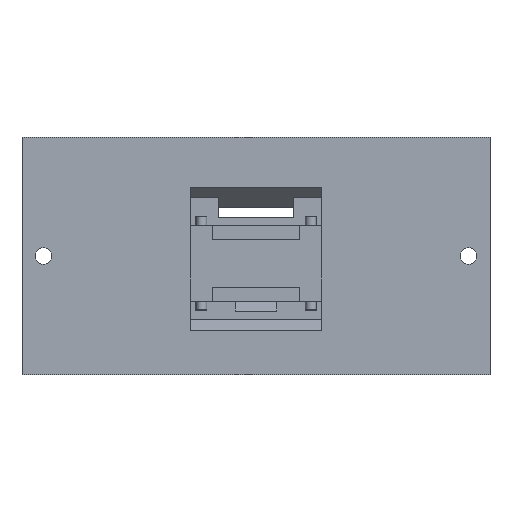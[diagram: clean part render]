
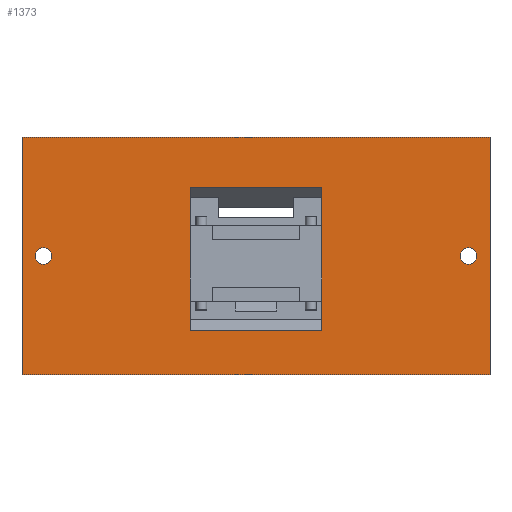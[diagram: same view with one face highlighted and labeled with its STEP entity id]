
A CAD part, top view. The second image highlights one B-rep face of the part: STEP entity #1373.
In plain terms, the highlighted planar face has unit normal (0, 0, 1).
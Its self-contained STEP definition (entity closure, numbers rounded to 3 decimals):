
#23=FACE_BOUND('',#226,.T.);
#24=FACE_BOUND('',#227,.T.);
#25=FACE_BOUND('',#228,.T.);
#71=PLANE('',#1477);
#143=FACE_OUTER_BOUND('',#225,.T.);
#225=EDGE_LOOP('',(#1161,#1162,#1163,#1164));
#226=EDGE_LOOP('',(#1165,#1166,#1167,#1168,#1169,#1170,#1171,#1172));
#227=EDGE_LOOP('',(#1173));
#228=EDGE_LOOP('',(#1174));
#352=LINE('',#2090,#522);
#353=LINE('',#2092,#523);
#356=LINE('',#2098,#526);
#359=LINE('',#2104,#529);
#360=LINE('',#2107,#530);
#374=LINE('',#2131,#544);
#375=LINE('',#2134,#545);
#377=LINE('',#2139,#547);
#378=LINE('',#2141,#548);
#379=LINE('',#2143,#549);
#380=LINE('',#2144,#550);
#381=LINE('',#2145,#551);
#522=VECTOR('',#1708,10.);
#523=VECTOR('',#1711,10.);
#526=VECTOR('',#1716,10.);
#529=VECTOR('',#1721,10.);
#530=VECTOR('',#1724,10.);
#544=VECTOR('',#1744,10.);
#545=VECTOR('',#1747,10.);
#547=VECTOR('',#1751,10.);
#548=VECTOR('',#1752,10.);
#549=VECTOR('',#1753,10.);
#550=VECTOR('',#1754,10.);
#551=VECTOR('',#1755,10.);
#619=CIRCLE('',#1478,1.5);
#620=CIRCLE('',#1479,1.5);
#679=VERTEX_POINT('',#2039);
#681=VERTEX_POINT('',#2043);
#693=VERTEX_POINT('',#2069);
#695=VERTEX_POINT('',#2073);
#701=VERTEX_POINT('',#2096);
#703=VERTEX_POINT('',#2102);
#704=VERTEX_POINT('',#2106);
#712=VERTEX_POINT('',#2133);
#713=VERTEX_POINT('',#2137);
#714=VERTEX_POINT('',#2138);
#715=VERTEX_POINT('',#2140);
#716=VERTEX_POINT('',#2142);
#717=VERTEX_POINT('',#2146);
#718=VERTEX_POINT('',#2148);
#852=EDGE_CURVE('',#681,#695,#352,.T.);
#853=EDGE_CURVE('',#693,#679,#353,.T.);
#856=EDGE_CURVE('',#695,#701,#356,.T.);
#859=EDGE_CURVE('',#679,#703,#359,.T.);
#860=EDGE_CURVE('',#704,#681,#360,.T.);
#874=EDGE_CURVE('',#703,#704,#374,.F.);
#875=EDGE_CURVE('',#712,#693,#375,.T.);
#877=EDGE_CURVE('',#713,#714,#377,.T.);
#878=EDGE_CURVE('',#714,#715,#378,.T.);
#879=EDGE_CURVE('',#715,#716,#379,.T.);
#880=EDGE_CURVE('',#716,#713,#380,.T.);
#881=EDGE_CURVE('',#701,#712,#381,.F.);
#882=EDGE_CURVE('',#717,#717,#619,.T.);
#883=EDGE_CURVE('',#718,#718,#620,.T.);
#1161=ORIENTED_EDGE('',*,*,#877,.T.);
#1162=ORIENTED_EDGE('',*,*,#878,.T.);
#1163=ORIENTED_EDGE('',*,*,#879,.T.);
#1164=ORIENTED_EDGE('',*,*,#880,.T.);
#1165=ORIENTED_EDGE('',*,*,#881,.T.);
#1166=ORIENTED_EDGE('',*,*,#875,.T.);
#1167=ORIENTED_EDGE('',*,*,#853,.T.);
#1168=ORIENTED_EDGE('',*,*,#859,.T.);
#1169=ORIENTED_EDGE('',*,*,#874,.T.);
#1170=ORIENTED_EDGE('',*,*,#860,.T.);
#1171=ORIENTED_EDGE('',*,*,#852,.T.);
#1172=ORIENTED_EDGE('',*,*,#856,.T.);
#1173=ORIENTED_EDGE('',*,*,#882,.T.);
#1174=ORIENTED_EDGE('',*,*,#883,.T.);
#1373=ADVANCED_FACE('',(#143,#23,#24,#25),#71,.T.);
#1477=AXIS2_PLACEMENT_3D('',#2136,#1749,#1750);
#1478=AXIS2_PLACEMENT_3D('',#2147,#1756,#1757);
#1479=AXIS2_PLACEMENT_3D('',#2149,#1758,#1759);
#1708=DIRECTION('',(0.,1.,0.));
#1711=DIRECTION('',(0.,-1.,0.));
#1716=DIRECTION('',(0.,1.,0.));
#1721=DIRECTION('',(0.,-1.,0.));
#1724=DIRECTION('',(0.,1.,0.));
#1744=DIRECTION('',(1.,0.,0.));
#1747=DIRECTION('',(0.,-1.,0.));
#1749=DIRECTION('center_axis',(0.,0.,1.));
#1750=DIRECTION('ref_axis',(1.,0.,0.));
#1751=DIRECTION('',(0.,-1.,0.));
#1752=DIRECTION('',(1.,0.,0.));
#1753=DIRECTION('',(0.,1.,0.));
#1754=DIRECTION('',(-1.,0.,0.));
#1755=DIRECTION('',(-1.,0.,0.));
#1756=DIRECTION('center_axis',(0.,0.,-1.));
#1757=DIRECTION('ref_axis',(1.,0.,0.));
#1758=DIRECTION('center_axis',(0.,0.,-1.));
#1759=DIRECTION('ref_axis',(1.,0.,0.));
#2039=CARTESIAN_POINT('',(12.,-8.325,6.35));
#2043=CARTESIAN_POINT('',(-12.,-8.325,6.35));
#2069=CARTESIAN_POINT('',(12.,5.5,6.35));
#2073=CARTESIAN_POINT('',(-12.,5.5,6.35));
#2090=CARTESIAN_POINT('',(-12.,8.9,6.35));
#2092=CARTESIAN_POINT('',(12.,-8.325,6.35));
#2096=CARTESIAN_POINT('',(-12.,12.566,6.35));
#2098=CARTESIAN_POINT('',(-12.,8.9,6.35));
#2102=CARTESIAN_POINT('',(12.,-13.591,6.35));
#2104=CARTESIAN_POINT('',(12.,-8.325,6.35));
#2106=CARTESIAN_POINT('',(-12.,-13.591,6.35));
#2107=CARTESIAN_POINT('',(-12.,8.9,6.35));
#2131=CARTESIAN_POINT('',(6.,-13.591,6.35));
#2133=CARTESIAN_POINT('',(12.,12.566,6.35));
#2134=CARTESIAN_POINT('',(12.,-8.325,6.35));
#2136=CARTESIAN_POINT('Origin',(0.,0.,6.35));
#2137=CARTESIAN_POINT('',(-42.75,21.675,6.35));
#2138=CARTESIAN_POINT('',(-42.75,-21.675,6.35));
#2139=CARTESIAN_POINT('',(-42.75,21.675,6.35));
#2140=CARTESIAN_POINT('',(42.75,-21.675,6.35));
#2141=CARTESIAN_POINT('',(-42.75,-21.675,6.35));
#2142=CARTESIAN_POINT('',(42.75,21.675,6.35));
#2143=CARTESIAN_POINT('',(42.75,-21.675,6.35));
#2144=CARTESIAN_POINT('',(42.75,21.675,6.35));
#2145=CARTESIAN_POINT('',(-3.438,12.566,6.35));
#2146=CARTESIAN_POINT('',(37.35,0.,6.35));
#2147=CARTESIAN_POINT('Origin',(38.85,0.,6.35));
#2148=CARTESIAN_POINT('',(-40.35,0.,6.35));
#2149=CARTESIAN_POINT('Origin',(-38.85,0.,6.35));
